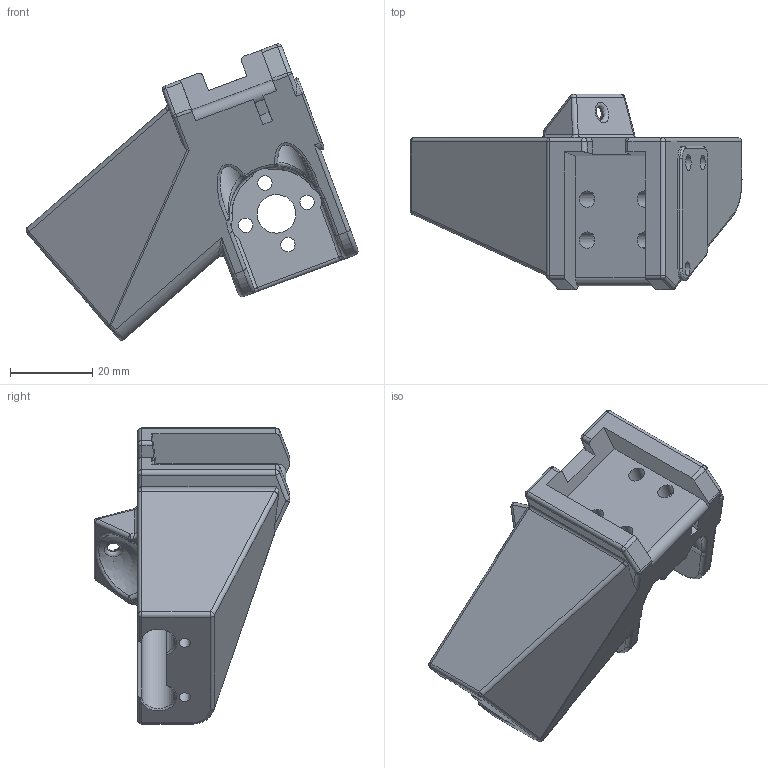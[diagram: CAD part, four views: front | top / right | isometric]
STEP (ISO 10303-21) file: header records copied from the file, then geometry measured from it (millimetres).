
FILE_DESCRIPTION(/* description */ (''),/* implementation_level */ '2;1');
FILE_NAME(/* name */ 'Front Z Axis Carriage Right.step',/* time_stamp */ '2021-12-27T10:25:34-06:00',/* author */ (''),/* organization */ (''),/* preprocessor_version */ 'ST-DEVELOPER v18.1',/* originating_system */ 'Autodesk Translation Framework v10.10.0.1391',/* authorisation */ '');
FILE_SCHEMA (('AUTOMOTIVE_DESIGN { 1 0 10303 214 3 1 1 }'));
Length unit declared in the file: millimetre
Products named in the file (1): Front Z Axis Carriage Right
Bounding box: 80.85 x 47.72 x 72.13 mm (x, y, z)
Volume: 56795.6 mm3; surface area: 17662 mm2
Topology: 1 solids, 1 shells, 242 faces, 578 edges, 343 vertices
Faces by surface type: cylinder 97, plane 73, sphere 25, bspline 22, torus 17, cone 8
Full cylindrical faces by diameter (mm): 2.8 x2, 3.5 x8, 3.814 x2, 4 x4, 7.5 x4, 9.425 x1
Entity records: 9031 total; most frequent: CARTESIAN_POINT 3338, DIRECTION 1228, ORIENTED_EDGE 1148, EDGE_CURVE 574, AXIS2_PLACEMENT_3D 480, VERTEX_POINT 343, EDGE_LOOP 277, LINE 268
